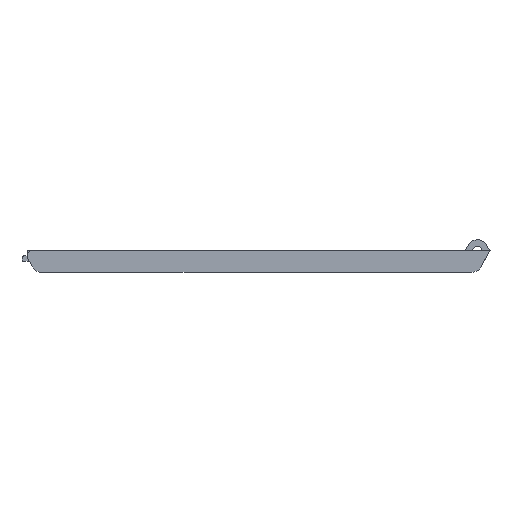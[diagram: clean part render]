
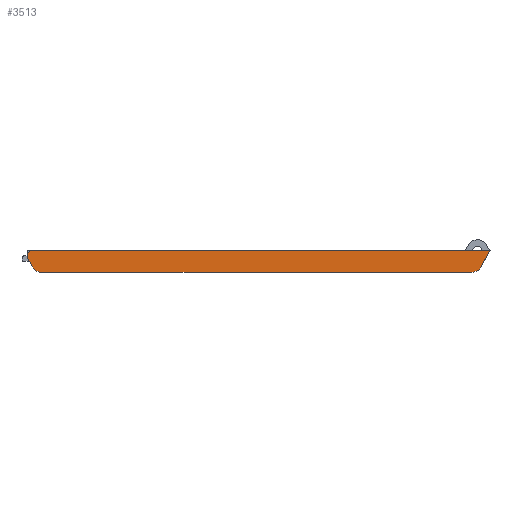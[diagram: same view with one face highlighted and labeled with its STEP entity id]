
A CAD part, left-side view. The second image highlights one B-rep face of the part: STEP entity #3513.
In plain terms, the highlighted planar face has unit normal (-1, 0, 0).
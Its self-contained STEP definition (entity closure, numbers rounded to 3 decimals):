
#530=AXIS2_PLACEMENT_3D('Circle Axis2P3D',#528,#529,$) ;
#537=AXIS2_PLACEMENT_3D('Circle Axis2P3D',#535,#536,$) ;
#1412=AXIS2_PLACEMENT_3D('Circle Axis2P3D',#1410,#1411,$) ;
#1515=AXIS2_PLACEMENT_3D('Circle Axis2P3D',#1513,#1514,$) ;
#2036=AXIS2_PLACEMENT_3D('Circle Axis2P3D',#2034,#2035,$) ;
#3495=AXIS2_PLACEMENT_3D('Plane Axis2P3D',#3492,#3493,#3494) ;
#63=CARTESIAN_POINT('Vertex',(0.,0.,4.)) ;
#66=CARTESIAN_POINT('Line Origine',(0.,0.834,2.511)) ;
#70=CARTESIAN_POINT('Vertex',(0.,1.667,1.023)) ;
#528=CARTESIAN_POINT('Axis2P3D Location',(0.,3.412,2.)) ;
#532=CARTESIAN_POINT('Vertex',(0.,2.268,0.36)) ;
#535=CARTESIAN_POINT('Axis2P3D Location',(0.,3.412,2.)) ;
#539=CARTESIAN_POINT('Vertex',(0.,3.412,0.)) ;
#1407=CARTESIAN_POINT('Vertex',(0.,85.937,3.)) ;
#1410=CARTESIAN_POINT('Axis2P3D Location',(0.,84.937,3.)) ;
#1414=CARTESIAN_POINT('Vertex',(0.,84.937,4.)) ;
#1513=CARTESIAN_POINT('Axis2P3D Location',(0.,84.937,3.)) ;
#1517=CARTESIAN_POINT('Vertex',(0.,85.809,2.511)) ;
#1780=CARTESIAN_POINT('Line Origine',(0.,43.322,0.)) ;
#1784=CARTESIAN_POINT('Vertex',(0.,83.231,0.)) ;
#2034=CARTESIAN_POINT('Axis2P3D Location',(0.,83.231,2.)) ;
#2038=CARTESIAN_POINT('Vertex',(0.,84.976,1.023)) ;
#2491=CARTESIAN_POINT('Line Origine',(0.,85.393,1.767)) ;
#3492=CARTESIAN_POINT('Axis2P3D Location',(0.,43.337,4.)) ;
#3497=CARTESIAN_POINT('Line Origine',(0.,42.468,4.)) ;
#67=DIRECTION('Vector Direction',(0.,-0.489,0.872)) ;
#529=DIRECTION('Axis2P3D Direction',(-1.,0.,0.)) ;
#536=DIRECTION('Axis2P3D Direction',(-1.,0.,0.)) ;
#1411=DIRECTION('Axis2P3D Direction',(-1.,0.,0.)) ;
#1514=DIRECTION('Axis2P3D Direction',(-1.,0.,0.)) ;
#1781=DIRECTION('Vector Direction',(0.,-1.,0.)) ;
#2035=DIRECTION('Axis2P3D Direction',(1.,0.,0.)) ;
#2492=DIRECTION('Vector Direction',(0.,0.489,0.872)) ;
#3493=DIRECTION('Axis2P3D Direction',(-1.,0.,0.)) ;
#3494=DIRECTION('Axis2P3D XDirection',(0.,0.,-1.)) ;
#3498=DIRECTION('Vector Direction',(0.,1.,0.)) ;
#68=VECTOR('Line Direction',#67,1.) ;
#1782=VECTOR('Line Direction',#1781,1.) ;
#2493=VECTOR('Line Direction',#2492,1.) ;
#3499=VECTOR('Line Direction',#3498,1.) ;
#3503=ORIENTED_EDGE('',*,*,#72,.T.) ;
#3504=ORIENTED_EDGE('',*,*,#3501,.T.) ;
#3505=ORIENTED_EDGE('',*,*,#1416,.T.) ;
#3506=ORIENTED_EDGE('',*,*,#1519,.T.) ;
#3507=ORIENTED_EDGE('',*,*,#2495,.T.) ;
#3508=ORIENTED_EDGE('',*,*,#2040,.T.) ;
#3509=ORIENTED_EDGE('',*,*,#1786,.T.) ;
#3510=ORIENTED_EDGE('',*,*,#541,.T.) ;
#3511=ORIENTED_EDGE('',*,*,#534,.T.) ;
#3513=ADVANCED_FACE('COVER',(#3512),#3496,.T.) ;
#531=CIRCLE('generated circle',#530,2.) ;
#538=CIRCLE('generated circle',#537,2.) ;
#1413=CIRCLE('generated circle',#1412,1.) ;
#1516=CIRCLE('generated circle',#1515,1.) ;
#2037=CIRCLE('generated circle',#2036,2.) ;
#72=EDGE_CURVE('',#71,#64,#69,.T.) ;
#534=EDGE_CURVE('',#533,#71,#531,.T.) ;
#541=EDGE_CURVE('',#540,#533,#538,.T.) ;
#1416=EDGE_CURVE('',#1415,#1408,#1413,.T.) ;
#1519=EDGE_CURVE('',#1408,#1518,#1516,.T.) ;
#1786=EDGE_CURVE('',#1785,#540,#1783,.T.) ;
#2040=EDGE_CURVE('',#2039,#1785,#2037,.F.) ;
#2495=EDGE_CURVE('',#1518,#2039,#2494,.F.) ;
#3501=EDGE_CURVE('',#64,#1415,#3500,.T.) ;
#3502=EDGE_LOOP('',(#3503,#3504,#3505,#3506,#3507,#3508,#3509,#3510,#3511)) ;
#3512=FACE_OUTER_BOUND('',#3502,.T.) ;
#69=LINE('Line',#66,#68) ;
#1783=LINE('Line',#1780,#1782) ;
#2494=LINE('Line',#2491,#2493) ;
#3500=LINE('Line',#3497,#3499) ;
#3496=PLANE('',#3495) ;
#64=VERTEX_POINT('',#63) ;
#71=VERTEX_POINT('',#70) ;
#533=VERTEX_POINT('',#532) ;
#540=VERTEX_POINT('',#539) ;
#1408=VERTEX_POINT('',#1407) ;
#1415=VERTEX_POINT('',#1414) ;
#1518=VERTEX_POINT('',#1517) ;
#1785=VERTEX_POINT('',#1784) ;
#2039=VERTEX_POINT('',#2038) ;
